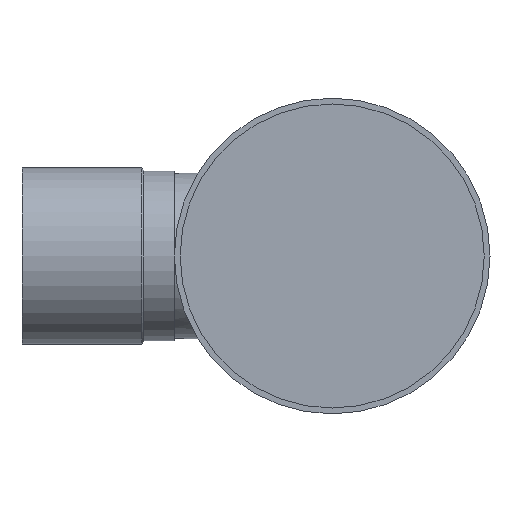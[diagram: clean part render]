
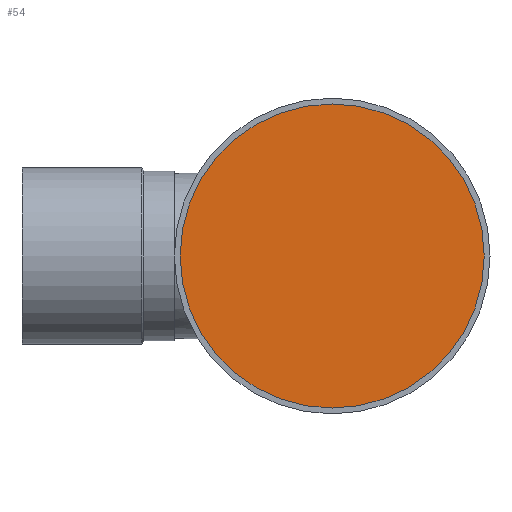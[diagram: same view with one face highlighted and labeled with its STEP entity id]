
A CAD part, front view. The second image highlights one B-rep face of the part: STEP entity #54.
In plain terms, the highlighted planar face has unit normal (0, -1, 0).
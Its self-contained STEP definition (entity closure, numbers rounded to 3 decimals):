
#54 = ADVANCED_FACE( '', ( #123 ), #124, .F. );
#123 = FACE_OUTER_BOUND( '', #216, .T. );
#124 = PLANE( '', #217 );
#216 = EDGE_LOOP( '', ( #311 ) );
#217 = AXIS2_PLACEMENT_3D( '', #312, #313, #314 );
#311 = ORIENTED_EDGE( '', *, *, #429, .F. );
#312 = CARTESIAN_POINT( '', ( 0., -117., 0. ) );
#313 = DIRECTION( '', ( 0., 1., 0. ) );
#314 = DIRECTION( '', ( 0., 0., 1. ) );
#429 = EDGE_CURVE( '', #480, #480, #481, .T. );
#480 = VERTEX_POINT( '', #680 );
#481 = CIRCLE( '', #681, 69.85 );
#680 = CARTESIAN_POINT( '', ( 0., -117., 69.85 ) );
#681 = AXIS2_PLACEMENT_3D( '', #744, #745, #746 );
#744 = CARTESIAN_POINT( '', ( 0., -117., 0. ) );
#745 = DIRECTION( '', ( 0., 1., 0. ) );
#746 = DIRECTION( '', ( 0., 0., 1. ) );
